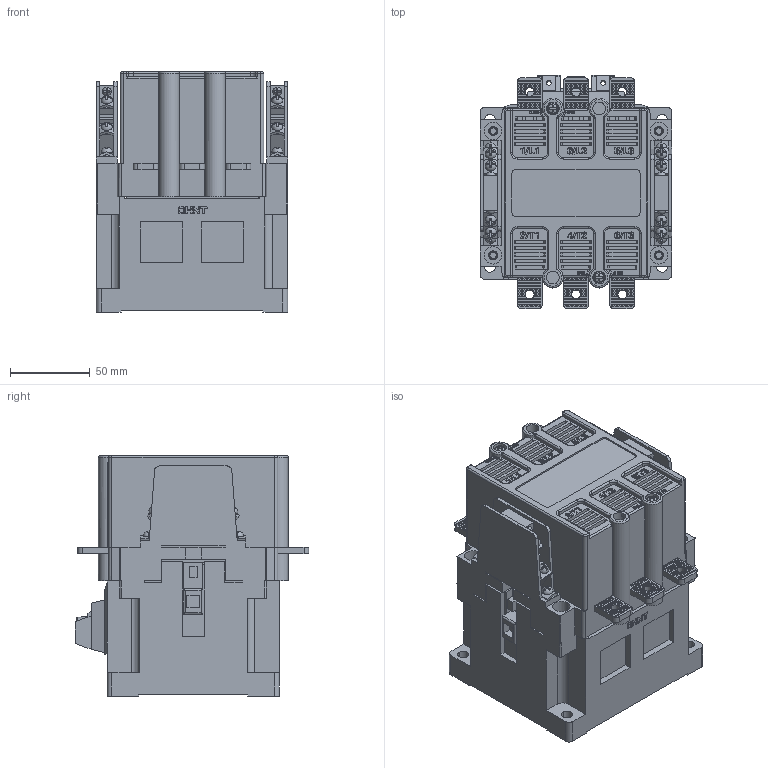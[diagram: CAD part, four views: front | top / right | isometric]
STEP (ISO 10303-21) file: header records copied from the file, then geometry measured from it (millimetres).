
FILE_DESCRIPTION((''),'2;1');
FILE_NAME('CJ20-100','2022-04-26T11:19:22',('zyongj'),(''),'CREO PARAMETRIC BY PTC INC, 2020044','CREO PARAMETRIC BY PTC INC, 2020044','');
FILE_SCHEMA(('CONFIG_CONTROL_DESIGN','SHAPE_APPEARANCE_LAYERS_GROUPS'));
Products named in the file (1): CJ20-100
Bounding box: 120 x 146.5 x 151 mm (x, y, z)
Volume: 1472700.5 mm3; surface area: 285207.8 mm2
Topology: 4 solids, 4 shells, 8377 faces, 22170 edges, 14663 vertices
Faces by surface type: plane 7252, cylinder 721, extrusion 212, bspline 64, torus 62, sphere 40, cone 26
Entity records: 317651 total; most frequent: CARTESIAN_POINT 57891, ORIENTED_EDGE 44332, DIRECTION 39517, EDGE_CURVE 22166, VECTOR 19193, LINE 18981, VERTEX_POINT 14662, AXIS2_PLACEMENT_3D 10162
